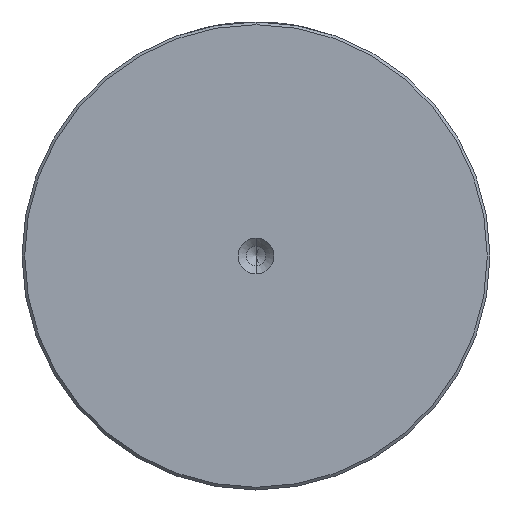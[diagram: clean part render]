
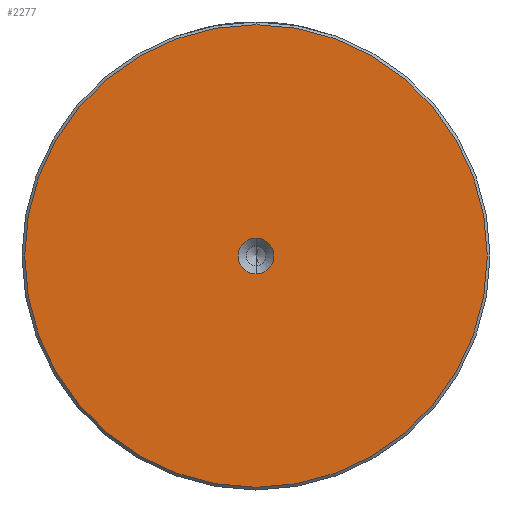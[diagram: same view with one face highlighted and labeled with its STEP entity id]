
A CAD part, left-side view. The second image highlights one B-rep face of the part: STEP entity #2277.
In plain terms, the highlighted planar face has unit normal (-1, 0, 0).
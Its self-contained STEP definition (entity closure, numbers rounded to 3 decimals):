
#39 = DIRECTION ( 'NONE',  ( -1., 0., 0. ) ) ;
#70 = EDGE_LOOP ( 'NONE', ( #3021, #1215 ) ) ;
#242 = VERTEX_POINT ( 'NONE', #1803 ) ;
#421 = DIRECTION ( 'NONE',  ( -1., 0., 0. ) ) ;
#427 = DIRECTION ( 'NONE',  ( 0., 0., 1. ) ) ;
#456 = AXIS2_PLACEMENT_3D ( 'NONE', #1847, #421, #2098 ) ;
#521 = CARTESIAN_POINT ( 'NONE',  ( 0., 0., 3.3 ) ) ;
#547 = CARTESIAN_POINT ( 'NONE',  ( 0., 0., 0. ) ) ;
#658 = DIRECTION ( 'NONE',  ( -1., 0., 0. ) ) ;
#688 = CIRCLE ( 'NONE', #456, 3.3 ) ;
#717 = CIRCLE ( 'NONE', #822, 42.5 ) ;
#784 = DIRECTION ( 'NONE',  ( 0., 0., 1. ) ) ;
#822 = AXIS2_PLACEMENT_3D ( 'NONE', #547, #2210, #784 ) ;
#931 = AXIS2_PLACEMENT_3D ( 'NONE', #2730, #1313, #2974 ) ;
#965 = AXIS2_PLACEMENT_3D ( 'NONE', #1463, #39, #1698 ) ;
#1008 = FACE_OUTER_BOUND ( 'NONE', #1524, .T. ) ;
#1116 = VERTEX_POINT ( 'NONE', #1608 ) ;
#1215 = ORIENTED_EDGE ( 'NONE', *, *, #3077, .F. ) ;
#1313 = DIRECTION ( 'NONE',  ( -1., 0., 0. ) ) ;
#1361 = FACE_BOUND ( 'NONE', #70, .T. ) ;
#1463 = CARTESIAN_POINT ( 'NONE',  ( 0., 0., 0. ) ) ;
#1524 = EDGE_LOOP ( 'NONE', ( #1737, #2089 ) ) ;
#1608 = CARTESIAN_POINT ( 'NONE',  ( 0., 0., -3.3 ) ) ;
#1640 = EDGE_CURVE ( 'NONE', #2286, #1116, #2444, .T. ) ;
#1698 = DIRECTION ( 'NONE',  ( 0., 0., 1. ) ) ;
#1737 = ORIENTED_EDGE ( 'NONE', *, *, #2342, .T. ) ;
#1757 = CARTESIAN_POINT ( 'NONE',  ( 0., 0., -42.5 ) ) ;
#1803 = CARTESIAN_POINT ( 'NONE',  ( 0., 0., 42.5 ) ) ;
#1847 = CARTESIAN_POINT ( 'NONE',  ( 0., 0., 0. ) ) ;
#1882 = EDGE_CURVE ( 'NONE', #242, #2013, #1912, .T. ) ;
#1912 = CIRCLE ( 'NONE', #931, 42.5 ) ;
#2013 = VERTEX_POINT ( 'NONE', #1757 ) ;
#2089 = ORIENTED_EDGE ( 'NONE', *, *, #1882, .T. ) ;
#2098 = DIRECTION ( 'NONE',  ( 0., 0., 1. ) ) ;
#2105 = CARTESIAN_POINT ( 'NONE',  ( 0., 0., 0. ) ) ;
#2210 = DIRECTION ( 'NONE',  ( -1., 0., 0. ) ) ;
#2277 = ADVANCED_FACE ( 'NONE', ( #1008, #1361 ), #2882, .T. ) ;
#2286 = VERTEX_POINT ( 'NONE', #521 ) ;
#2342 = EDGE_CURVE ( 'NONE', #2013, #242, #717, .T. ) ;
#2444 = CIRCLE ( 'NONE', #2723, 3.3 ) ;
#2723 = AXIS2_PLACEMENT_3D ( 'NONE', #2105, #658, #427 ) ;
#2730 = CARTESIAN_POINT ( 'NONE',  ( 0., 0., 0. ) ) ;
#2882 = PLANE ( 'NONE',  #965 ) ;
#2974 = DIRECTION ( 'NONE',  ( 0., 0., 1. ) ) ;
#3021 = ORIENTED_EDGE ( 'NONE', *, *, #1640, .F. ) ;
#3077 = EDGE_CURVE ( 'NONE', #1116, #2286, #688, .T. ) ;
